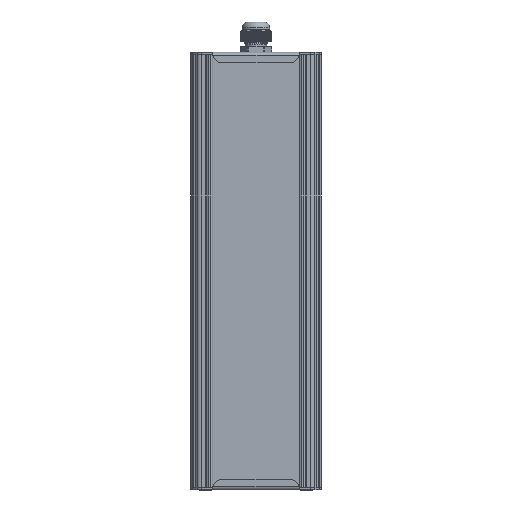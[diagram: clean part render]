
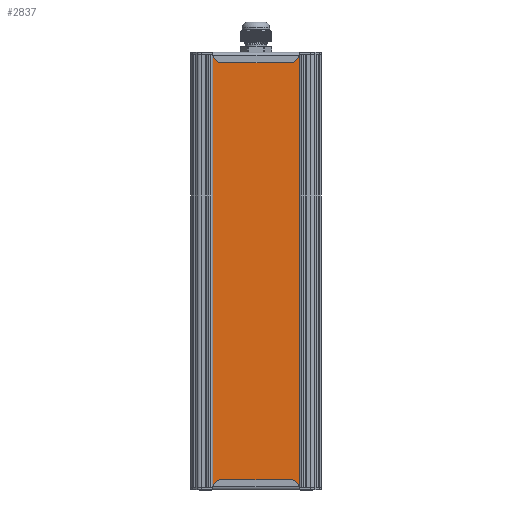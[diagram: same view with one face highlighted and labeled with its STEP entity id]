
A CAD part, front view. The second image highlights one B-rep face of the part: STEP entity #2837.
In plain terms, the highlighted face is planar.
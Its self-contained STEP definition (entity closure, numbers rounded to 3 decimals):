
#2837=ADVANCED_FACE('',(#12855),#12857,.T.);
#12855=FACE_BOUND('',#12856,.T.);
#12856=EDGE_LOOP('',(#24677,#24678,#24679,#24680));
#12857=PLANE('',#12858);
#12858=AXIS2_PLACEMENT_3D('',#12859,#12860,#12861);
#12859=CARTESIAN_POINT('',(120.465,593.492,117.308));
#12860=DIRECTION('',(0.,0.,-1.));
#12861=DIRECTION('',(0.,1.,0.));
#24677=ORIENTED_EDGE('',*,*,#30987,.T.);
#24678=ORIENTED_EDGE('',*,*,#30989,.F.);
#24679=ORIENTED_EDGE('',*,*,#30990,.F.);
#24680=ORIENTED_EDGE('',*,*,#30991,.T.);
#30987=EDGE_CURVE('',#36477,#36475,#36478,.T.);
#30989=EDGE_CURVE('',#36480,#36475,#36481,.T.);
#30990=EDGE_CURVE('',#36482,#36480,#36483,.T.);
#30991=EDGE_CURVE('',#36482,#36477,#36484,.T.);
#36475=VERTEX_POINT('',#55075);
#36477=VERTEX_POINT('',#55079);
#36478=LINE('',#55080,#55081);
#36480=VERTEX_POINT('',#55086);
#36481=LINE('',#55087,#55088);
#36482=VERTEX_POINT('',#55090);
#36483=LINE('',#55091,#55092);
#36484=LINE('',#55094,#55095);
#55075=CARTESIAN_POINT('',(453.965,679.838,117.308));
#55079=CARTESIAN_POINT('',(82.965,679.838,117.308));
#55080=CARTESIAN_POINT('',(82.965,679.838,117.308));
#55081=VECTOR('',#55082,1.);
#55082=DIRECTION('',(1.,0.,0.));
#55086=CARTESIAN_POINT('',(453.965,593.492,117.308));
#55087=CARTESIAN_POINT('',(453.965,593.492,117.308));
#55088=VECTOR('',#55089,1.);
#55089=DIRECTION('',(0.,1.,0.));
#55090=CARTESIAN_POINT('',(82.965,593.492,117.308));
#55091=CARTESIAN_POINT('',(82.965,593.492,117.308));
#55092=VECTOR('',#55093,1.);
#55093=DIRECTION('',(1.,0.,0.));
#55094=CARTESIAN_POINT('',(82.965,593.492,117.308));
#55095=VECTOR('',#55096,1.);
#55096=DIRECTION('',(0.,1.,0.));
